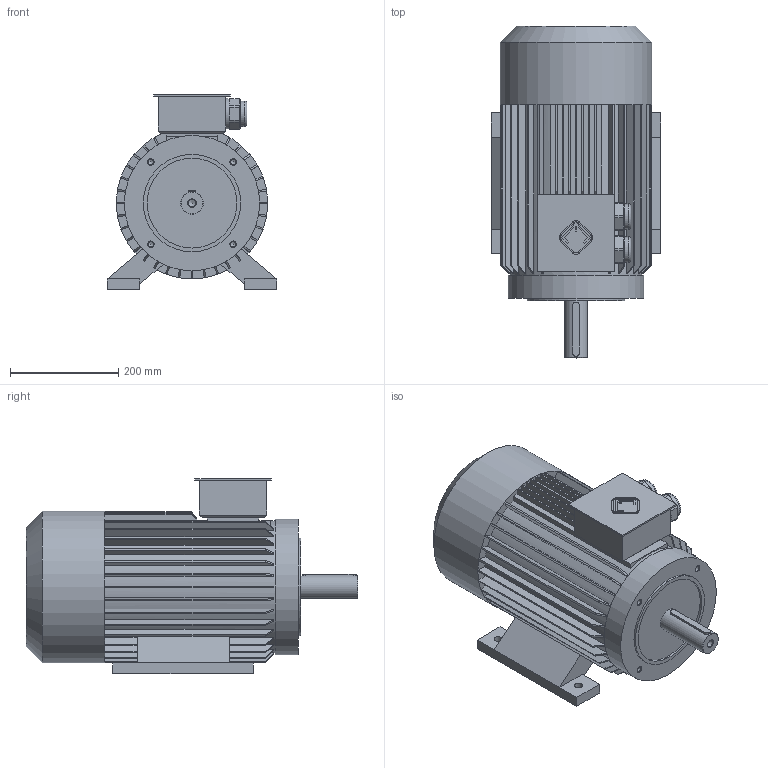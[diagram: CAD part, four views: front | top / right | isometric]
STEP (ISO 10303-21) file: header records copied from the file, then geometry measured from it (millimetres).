
FILE_DESCRIPTION(/* description */ ('Unknown'),/* implementation_level */ '2;1');
FILE_NAME(/* name */ 'AIS160М_В34',/* time_stamp */ '2021-03-24T14:57:20+03:00',/* author */ ('Unknown'),/* organization */ ('Unknown'),/* preprocessor_version */ 'ST-DEVELOPER v16',/* originating_system */ 'DEX',/* authorisation */ $);
FILE_SCHEMA (('AUTOMOTIVE_DESIGN {1 0 10303 214 3 1 1}'));
Length unit declared in the file: millimetre
Products named in the file (1): AIS160ﾌ_ﾂ34
Bounding box: 314 x 613 x 361 mm (x, y, z)
Volume: 29252055.2 mm3; surface area: 1049064.8 mm2
Topology: 1 solids, 1 shells, 380 faces, 1072 edges, 706 vertices
Faces by surface type: plane 262, cylinder 72, cone 44, torus 2
Full cylindrical faces by diameter (mm): 10.106 x8, 13.835 x2, 15 x4, 42 x1, 47.095 x2, 56.5 x2, 166 x1, 180 x1, 245 x1, 250 x1, 280 x1
Entity records: 14860 total; most frequent: CARTESIAN_POINT 2485, ORIENTED_EDGE 2016, DIRECTION 1997, EDGE_CURVE 1008, VERTEX_POINT 686, AXIS2_PLACEMENT_3D 674, LINE 649, VECTOR 649
